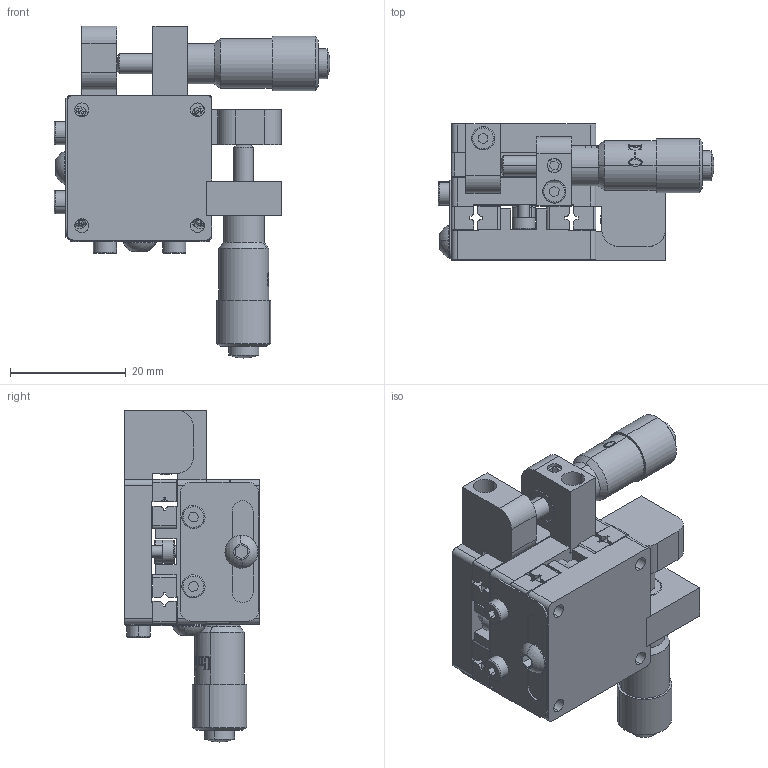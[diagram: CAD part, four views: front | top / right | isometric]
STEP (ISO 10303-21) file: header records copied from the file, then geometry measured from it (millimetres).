
FILE_DESCRIPTION (( 'STEP AP203' ), '1' );
FILE_NAME ('56DTS-1M.STEP', '2016-04-29T06:16:14', ( '' ), ( '' ), 'SwSTEP 2.0', 'SolidWorks 2016', '' );
FILE_SCHEMA (( 'CONFIG_CONTROL_DESIGN' ));
Products named in the file (1): 56DTS-1M
Bounding box: 47.7 x 23.5 x 57.4 mm (x, y, z)
Volume: 18369.3 mm3; surface area: 21587.4 mm2
Topology: 65 solids, 65 shells, 2441 faces, 6308 edges, 4021 vertices
Faces by surface type: plane 1181, cylinder 680, bspline 250, cone 196, torus 126, sphere 8
Entity records: 96398 total; most frequent: CARTESIAN_POINT 37996, ORIENTED_EDGE 12472, DIRECTION 11618, EDGE_CURVE 6236, AXIS2_PLACEMENT_3D 4248, VERTEX_POINT 4021, VECTOR 3122, LINE 3122
